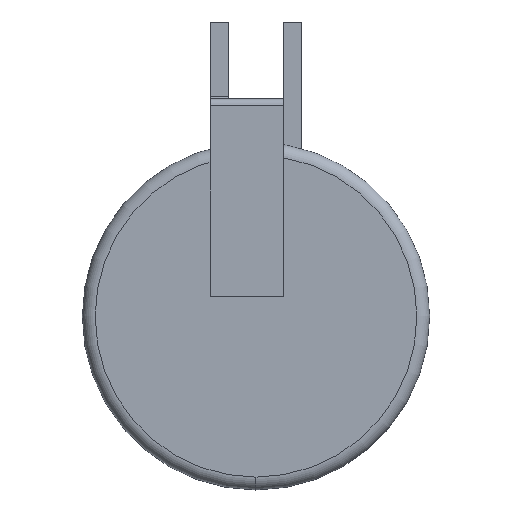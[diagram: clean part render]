
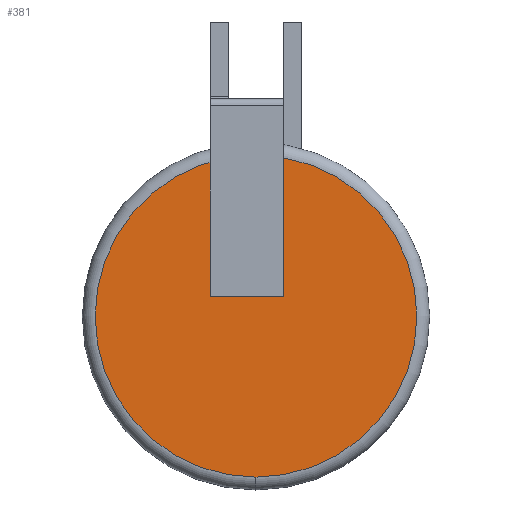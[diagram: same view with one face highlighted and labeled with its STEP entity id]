
A CAD part, top view. The second image highlights one B-rep face of the part: STEP entity #381.
In plain terms, the highlighted face is planar.
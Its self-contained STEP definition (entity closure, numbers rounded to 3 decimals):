
#121 = VERTEX_POINT('',#122);
#122 = CARTESIAN_POINT('',(0.,2.7,-4.4));
#129 = EDGE_CURVE('',#130,#121,#132,.T.);
#130 = VERTEX_POINT('',#131);
#131 = CARTESIAN_POINT('',(0.,2.7,4.4));
#132 = CIRCLE('',#133,4.4);
#133 = AXIS2_PLACEMENT_3D('',#134,#135,#136);
#134 = CARTESIAN_POINT('',(0.,2.7,0.));
#135 = DIRECTION('',(-0.,1.,0.));
#136 = DIRECTION('',(0.,0.,1.));
#381 = ADVANCED_FACE('',(#382),#392,.T.);
#382 = FACE_BOUND('',#383,.T.);
#383 = EDGE_LOOP('',(#384,#385));
#384 = ORIENTED_EDGE('',*,*,#129,.T.);
#385 = ORIENTED_EDGE('',*,*,#386,.T.);
#386 = EDGE_CURVE('',#121,#130,#387,.T.);
#387 = CIRCLE('',#388,4.4);
#388 = AXIS2_PLACEMENT_3D('',#389,#390,#391);
#389 = CARTESIAN_POINT('',(0.,2.7,0.));
#390 = DIRECTION('',(-0.,1.,0.));
#391 = DIRECTION('',(0.,0.,1.));
#392 = PLANE('',#393);
#393 = AXIS2_PLACEMENT_3D('',#394,#395,#396);
#394 = CARTESIAN_POINT('',(-4.4,2.7,0.));
#395 = DIRECTION('',(-0.,1.,0.));
#396 = DIRECTION('',(0.,0.,1.));
